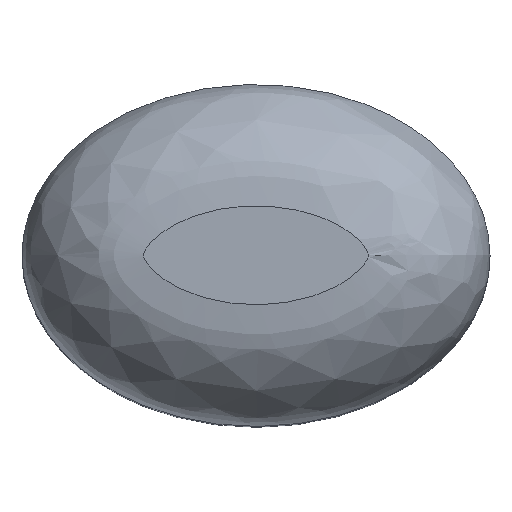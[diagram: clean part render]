
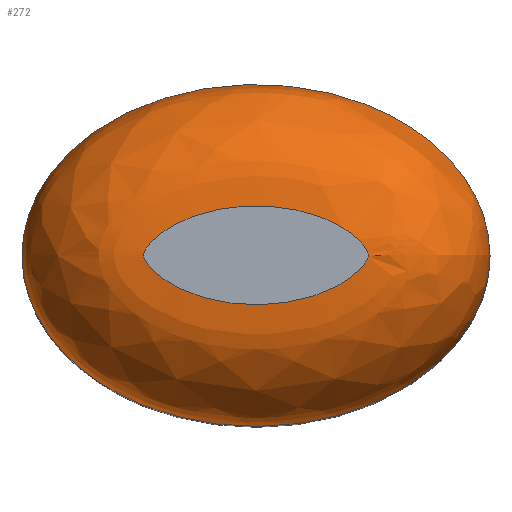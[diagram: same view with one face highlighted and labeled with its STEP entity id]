
A CAD part, top view. The second image highlights one B-rep face of the part: STEP entity #272.
In plain terms, the highlighted free-form (B-spline) face has degree [2, 10] with [3, 38] control points.
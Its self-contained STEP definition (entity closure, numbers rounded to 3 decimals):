
#165=VERTEX_POINT('',#166);
#166=CARTESIAN_POINT('',(3.87,0.,8.65));
#170=EDGE_CURVE('',#165,#165,#171,.T.);
#171=( BOUNDED_CURVE() B_SPLINE_CURVE(10,(#172,#173,#174,#175,#176,#177,#178,#179,#180,#181,#182,#183,#184,#185,#186,#187,#188,#189,#190,#191,#192,#193,#194,#195,#196,#197,#198,#199,#200,#201,#202,#203,#204,#205,#206,#207,#208,#209),.UNSPECIFIED.,.T.,.F.)B_SPLINE_CURVE_WITH_KNOTS((11,9,9,9,11),(0.,3.556,7.112,10.668,14.225),.UNSPECIFIED.) CURVE() GEOMETRIC_REPRESENTATION_ITEM()RATIONAL_B_SPLINE_CURVE((1.,1.,1.,1.,1.,1.,1.,1.,1.,1.,1.,1.,1.,1.,1.,1.,1.,1.,1.,1.,1.,1.,1.,1.,1.,1.,1.,1.,1.,1.,1.,1.,1.,1.,1.,1.,1.,1.)) REPRESENTATION_ITEM('') );
#172=CARTESIAN_POINT('',(3.87,0.,8.65));
#173=CARTESIAN_POINT('',(3.87,0.294,8.65));
#174=CARTESIAN_POINT('',(3.801,0.59,8.65));
#175=CARTESIAN_POINT('',(3.661,0.879,8.65));
#176=CARTESIAN_POINT('',(3.451,1.148,8.65));
#177=CARTESIAN_POINT('',(3.179,1.387,8.65));
#178=CARTESIAN_POINT('',(2.853,1.587,8.65));
#179=CARTESIAN_POINT('',(2.486,1.742,8.65));
#180=CARTESIAN_POINT('',(2.09,1.847,8.65));
#181=CARTESIAN_POINT('',(1.681,1.9,8.65));
#182=CARTESIAN_POINT('',(0.863,1.9,8.65));
#183=CARTESIAN_POINT('',(0.454,1.848,8.65));
#184=CARTESIAN_POINT('',(0.059,1.744,8.65));
#185=CARTESIAN_POINT('',(-0.308,1.59,8.65));
#186=CARTESIAN_POINT('',(-0.633,1.391,8.65));
#187=CARTESIAN_POINT('',(-0.905,1.153,8.65));
#188=CARTESIAN_POINT('',(-1.116,0.885,8.65));
#189=CARTESIAN_POINT('',(-1.259,0.597,8.65));
#190=CARTESIAN_POINT('',(-1.33,0.298,8.65));
#191=CARTESIAN_POINT('',(-1.33,-0.298,8.65));
#192=CARTESIAN_POINT('',(-1.259,-0.597,8.65));
#193=CARTESIAN_POINT('',(-1.116,-0.885,8.65));
#194=CARTESIAN_POINT('',(-0.905,-1.153,8.65));
#195=CARTESIAN_POINT('',(-0.633,-1.391,8.65));
#196=CARTESIAN_POINT('',(-0.308,-1.59,8.65));
#197=CARTESIAN_POINT('',(0.059,-1.744,8.65));
#198=CARTESIAN_POINT('',(0.454,-1.848,8.65));
#199=CARTESIAN_POINT('',(0.863,-1.9,8.65));
#200=CARTESIAN_POINT('',(1.681,-1.9,8.65));
#201=CARTESIAN_POINT('',(2.09,-1.847,8.65));
#202=CARTESIAN_POINT('',(2.486,-1.742,8.65));
#203=CARTESIAN_POINT('',(2.853,-1.587,8.65));
#204=CARTESIAN_POINT('',(3.179,-1.387,8.65));
#205=CARTESIAN_POINT('',(3.451,-1.148,8.65));
#206=CARTESIAN_POINT('',(3.661,-0.879,8.65));
#207=CARTESIAN_POINT('',(3.801,-0.59,8.65));
#208=CARTESIAN_POINT('',(3.87,-0.294,8.65));
#209=CARTESIAN_POINT('',(3.87,0.,8.65));
#272=ADVANCED_FACE('',(#273),#324,.F.);
#273=FACE_BOUND('',#274,.F.);
#274=EDGE_LOOP('',(#275,#282,#322,#323));
#275=ORIENTED_EDGE('',*,*,#276,.T.);
#276=EDGE_CURVE('',#165,#277,#279,.T.);
#277=VERTEX_POINT('',#278);
#278=CARTESIAN_POINT('',(2.52,0.,10.));
#279=( BOUNDED_CURVE() B_SPLINE_CURVE(2,(#172,#280,#281),.UNSPECIFIED.,.F.,.F.) B_SPLINE_CURVE_WITH_KNOTS((3,3),(0.,14.225),.PIECEWISE_BEZIER_KNOTS.) CURVE()GEOMETRIC_REPRESENTATION_ITEM() RATIONAL_B_SPLINE_CURVE((1.,0.707,1.)) REPRESENTATION_ITEM('') );
#280=CARTESIAN_POINT('',(3.87,0.,10.));
#281=CARTESIAN_POINT('',(2.52,0.,10.));
#282=ORIENTED_EDGE('',*,*,#283,.T.);
#283=EDGE_CURVE('',#277,#277,#284,.T.);
#284=( BOUNDED_CURVE() B_SPLINE_CURVE(10,(#281,#285,#286,#287,#288,#289,#290,#291,#292,#293,#294,#295,#296,#297,#298,#299,#300,#301,#302,#303,#304,#305,#306,#307,#308,#309,#310,#311,#312,#313,#314,#315,#316,#317,#318,#319,#320,#321),.UNSPECIFIED.,.T.,.F.)B_SPLINE_CURVE_WITH_KNOTS((11,9,9,9,11),(0.,3.556,7.112,10.668,14.225),.UNSPECIFIED.) CURVE() GEOMETRIC_REPRESENTATION_ITEM()RATIONAL_B_SPLINE_CURVE((1.,1.,1.,1.,1.,1.,1.,1.,1.,1.,1.,1.,1.,1.,1.,1.,1.,1.,1.,1.,1.,1.,1.,1.,1.,1.,1.,1.,1.,1.,1.,1.,1.,1.,1.,1.,1.,1.)) REPRESENTATION_ITEM('') );
#285=CARTESIAN_POINT('',(2.52,0.008,10.));
#286=CARTESIAN_POINT('',(2.518,0.017,10.));
#287=CARTESIAN_POINT('',(2.514,0.048,10.));
#288=CARTESIAN_POINT('',(2.487,0.137,10.));
#289=CARTESIAN_POINT('',(2.377,0.252,10.));
#290=CARTESIAN_POINT('',(2.224,0.358,10.));
#291=CARTESIAN_POINT('',(2.016,0.453,10.));
#292=CARTESIAN_POINT('',(1.779,0.517,10.));
#293=CARTESIAN_POINT('',(1.525,0.55,10.));
#294=CARTESIAN_POINT('',(1.017,0.55,10.));
#295=CARTESIAN_POINT('',(0.763,0.518,10.));
#296=CARTESIAN_POINT('',(0.526,0.454,10.));
#297=CARTESIAN_POINT('',(0.319,0.36,10.));
#298=CARTESIAN_POINT('',(0.166,0.254,10.));
#299=CARTESIAN_POINT('',(0.055,0.141,10.));
#300=CARTESIAN_POINT('',(0.026,0.049,10.));
#301=CARTESIAN_POINT('',(0.022,0.017,10.));
#302=CARTESIAN_POINT('',(0.02,0.008,10.));
#303=CARTESIAN_POINT('',(0.02,-0.008,10.));
#304=CARTESIAN_POINT('',(0.022,-0.017,10.));
#305=CARTESIAN_POINT('',(0.026,-0.049,10.));
#306=CARTESIAN_POINT('',(0.055,-0.141,10.));
#307=CARTESIAN_POINT('',(0.166,-0.254,10.));
#308=CARTESIAN_POINT('',(0.319,-0.36,10.));
#309=CARTESIAN_POINT('',(0.526,-0.454,10.));
#310=CARTESIAN_POINT('',(0.763,-0.518,10.));
#311=CARTESIAN_POINT('',(1.017,-0.55,10.));
#312=CARTESIAN_POINT('',(1.525,-0.55,10.));
#313=CARTESIAN_POINT('',(1.779,-0.517,10.));
#314=CARTESIAN_POINT('',(2.016,-0.453,10.));
#315=CARTESIAN_POINT('',(2.224,-0.358,10.));
#316=CARTESIAN_POINT('',(2.377,-0.252,10.));
#317=CARTESIAN_POINT('',(2.487,-0.137,10.));
#318=CARTESIAN_POINT('',(2.514,-0.048,10.));
#319=CARTESIAN_POINT('',(2.518,-0.017,10.));
#320=CARTESIAN_POINT('',(2.52,-0.008,10.));
#321=CARTESIAN_POINT('',(2.52,0.,10.));
#322=ORIENTED_EDGE('',*,*,#276,.F.);
#323=ORIENTED_EDGE('',*,*,#170,.F.);
#324=( BOUNDED_SURFACE() B_SPLINE_SURFACE(2,10,((#172,#173,#174,#175,#176,#177,#178,#179,#180,#181,#182,#183,#184,#185,#186,#187,#188,#189,#190,#191,#192,#193,#194,#195,#196,#197,#198,#199,#200,#201,#202,#203,#204,#205,#206,#207,#208,#209),(#280,#325,#326,#327,#328,#329,#330,#331,#332,#333,#334,#335,#336,#337,#338,#339,#340,#341,#342,#343,#344,#345,#346,#347,#348,#349,#350,#351,#352,#353,#354,#355,#356,#357,#358,#359,#360,#361),(#281,#285,#286,#287,#288,#289,#290,#291,#292,#293,#294,#295,#296,#297,#298,#299,#300,#301,#302,#303,#304,#305,#306,#307,#308,#309,#310,#311,#312,#313,#314,#315,#316,#317,#318,#319,#320,#321)),.UNSPECIFIED.,.F.,.T.,.F.) B_SPLINE_SURFACE_WITH_KNOTS((3,3),(11,9,9,9,11),(0.,14.225),(0.,3.556,7.112,10.668,14.225),.UNSPECIFIED.)GEOMETRIC_REPRESENTATION_ITEM() RATIONAL_B_SPLINE_SURFACE(((1.,1.,1.,1.,1.,1.,1.,1.,1.,1.,1.,1.,1.,1.,1.,1.,1.,1.,1.,1.,1.,1.,1.,1.,1.,1.,1.,1.,1.,1.,1.,1.,1.,1.,1.,1.,1.,1.),(0.707,0.707,0.707,0.707,0.707,0.707,0.707,0.707,0.707,0.707,0.707,0.707,0.707,0.707,0.707,0.707,0.707,0.707,0.707,0.707,0.707,0.707,0.707,0.707,0.707,0.707,0.707,0.707,0.707,0.707,0.707,0.707,0.707,0.707,0.707,0.707,0.707,0.707),(1.,1.,1.,1.,1.,1.,1.,1.,1.,1.,1.,1.,1.,1.,1.,1.,1.,1.,1.,1.,1.,1.,1.,1.,1.,1.,1.,1.,1.,1.,1.,1.,1.,1.,1.,1.,1.,1.))) REPRESENTATION_ITEM('') SURFACE() );
#325=CARTESIAN_POINT('',(3.87,0.294,10.));
#326=CARTESIAN_POINT('',(3.801,0.59,10.));
#327=CARTESIAN_POINT('',(3.661,0.879,10.));
#328=CARTESIAN_POINT('',(3.451,1.148,10.));
#329=CARTESIAN_POINT('',(3.179,1.387,10.));
#330=CARTESIAN_POINT('',(2.853,1.587,10.));
#331=CARTESIAN_POINT('',(2.486,1.742,10.));
#332=CARTESIAN_POINT('',(2.09,1.847,10.));
#333=CARTESIAN_POINT('',(1.681,1.9,10.));
#334=CARTESIAN_POINT('',(0.863,1.9,10.));
#335=CARTESIAN_POINT('',(0.454,1.848,10.));
#336=CARTESIAN_POINT('',(0.059,1.744,10.));
#337=CARTESIAN_POINT('',(-0.308,1.59,10.));
#338=CARTESIAN_POINT('',(-0.633,1.391,10.));
#339=CARTESIAN_POINT('',(-0.905,1.153,10.));
#340=CARTESIAN_POINT('',(-1.116,0.885,10.));
#341=CARTESIAN_POINT('',(-1.259,0.597,10.));
#342=CARTESIAN_POINT('',(-1.33,0.298,10.));
#343=CARTESIAN_POINT('',(-1.33,-0.298,10.));
#344=CARTESIAN_POINT('',(-1.259,-0.597,10.));
#345=CARTESIAN_POINT('',(-1.116,-0.885,10.));
#346=CARTESIAN_POINT('',(-0.905,-1.153,10.));
#347=CARTESIAN_POINT('',(-0.633,-1.391,10.));
#348=CARTESIAN_POINT('',(-0.308,-1.59,10.));
#349=CARTESIAN_POINT('',(0.059,-1.744,10.));
#350=CARTESIAN_POINT('',(0.454,-1.848,10.));
#351=CARTESIAN_POINT('',(0.863,-1.9,10.));
#352=CARTESIAN_POINT('',(1.681,-1.9,10.));
#353=CARTESIAN_POINT('',(2.09,-1.847,10.));
#354=CARTESIAN_POINT('',(2.486,-1.742,10.));
#355=CARTESIAN_POINT('',(2.853,-1.587,10.));
#356=CARTESIAN_POINT('',(3.179,-1.387,10.));
#357=CARTESIAN_POINT('',(3.451,-1.148,10.));
#358=CARTESIAN_POINT('',(3.661,-0.879,10.));
#359=CARTESIAN_POINT('',(3.801,-0.59,10.));
#360=CARTESIAN_POINT('',(3.87,-0.294,10.));
#361=CARTESIAN_POINT('',(3.87,0.,10.));
